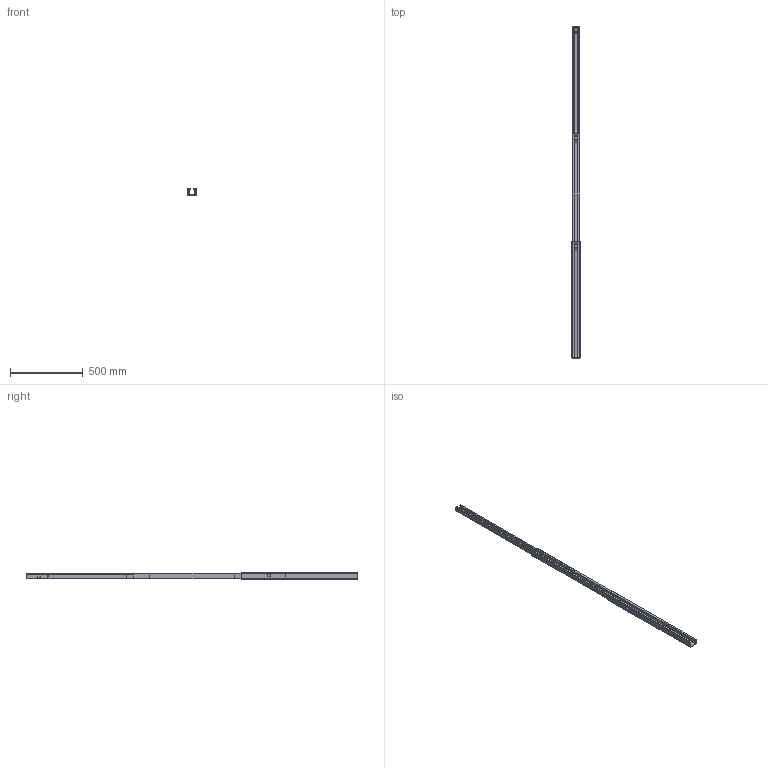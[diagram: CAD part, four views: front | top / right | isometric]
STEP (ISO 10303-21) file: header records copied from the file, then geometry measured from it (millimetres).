
FILE_DESCRIPTION (( 'STEP AP203' ), '1' );
FILE_NAME ('Weather Shield Mounth Design Bottom Assembly.STEP', '2020-07-28T15:42:08', ( 'USER' ), ( '' ), 'SwSTEP 2.0', 'SolidWorks 2012', '' );
FILE_SCHEMA (( 'CONFIG_CONTROL_DESIGN' ));
Length unit declared in the file: millimetre
Products named in the file (4): Meteoroloji Ayak 1; Meteoroloji Ayak 2; Meteoroloji Ayak 3; Weather Shield Mounth Design Bottom Assembly
Assembly tree (3 placements, depth 2):
  Weather Shield Mounth Design Bottom Assembly
    Meteoroloji Ayak 1
    Meteoroloji Ayak 2
    Meteoroloji Ayak 3
Bounding box: 57 x 2280 x 44 mm (x, y, z)
Volume: 704819.4 mm3; surface area: 717932.4 mm2
Topology: 3 solids, 3 shells, 182 faces, 432 edges, 256 vertices
Faces by surface type: plane 122, cylinder 60
Entity records: 5646 total; most frequent: DIRECTION 928, CARTESIAN_POINT 876, ORIENTED_EDGE 864, EDGE_CURVE 432, LINE 312, VECTOR 312, AXIS2_PLACEMENT_3D 308, VERTEX_POINT 256
